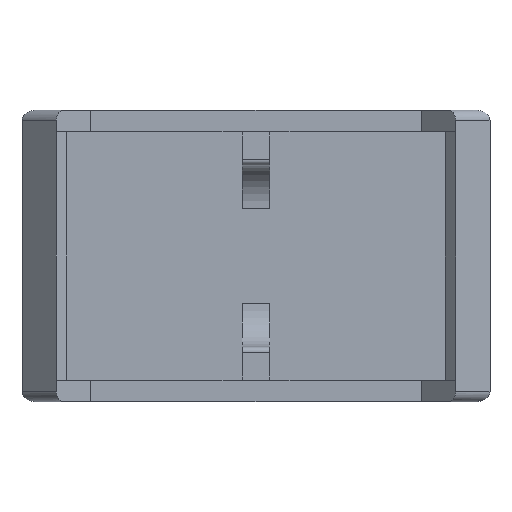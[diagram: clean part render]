
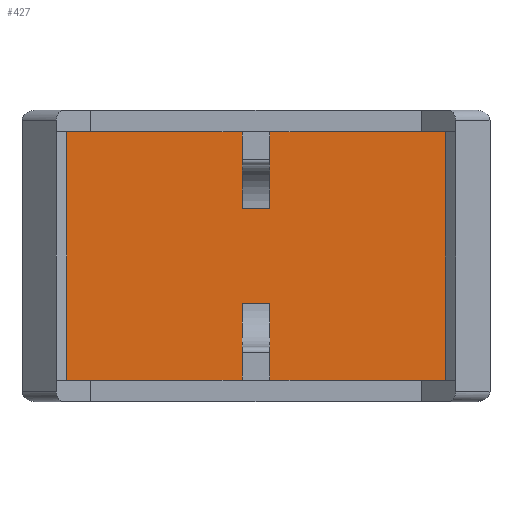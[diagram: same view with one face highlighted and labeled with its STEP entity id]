
A CAD part, front view. The second image highlights one B-rep face of the part: STEP entity #427.
In plain terms, the highlighted planar face has unit normal (0, -1, 0).
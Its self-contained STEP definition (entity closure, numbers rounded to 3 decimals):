
#4 = LINE ( 'NONE', #653, #963 ) ;
#7 = LINE ( 'NONE', #911, #608 ) ;
#17 = CARTESIAN_POINT ( 'NONE',  ( -1.35, -1.55, -12. ) ) ;
#64 = DIRECTION ( 'NONE',  ( -1., 0., 0. ) ) ;
#75 = DIRECTION ( 'NONE',  ( 0., 0., 1. ) ) ;
#106 = VECTOR ( 'NONE', #377, 1000. ) ;
#122 = ORIENTED_EDGE ( 'NONE', *, *, #989, .T. ) ;
#127 = EDGE_CURVE ( 'NONE', #1189, #498, #1052, .T. ) ;
#144 = CARTESIAN_POINT ( 'NONE',  ( 18.302, -1.55, 12. ) ) ;
#160 = DIRECTION ( 'NONE',  ( -1., 0., 0. ) ) ;
#169 = VECTOR ( 'NONE', #914, 1000. ) ;
#195 = ORIENTED_EDGE ( 'NONE', *, *, #127, .T. ) ;
#206 = EDGE_CURVE ( 'NONE', #363, #1230, #443, .T. ) ;
#212 = ORIENTED_EDGE ( 'NONE', *, *, #1285, .T. ) ;
#219 = VECTOR ( 'NONE', #517, 1000. ) ;
#220 = EDGE_CURVE ( 'NONE', #426, #1189, #482, .T. ) ;
#239 = VECTOR ( 'NONE', #738, 1000. ) ;
#243 = DIRECTION ( 'NONE',  ( 1., 0., 0. ) ) ;
#255 = DIRECTION ( 'NONE',  ( 0., 0., 1. ) ) ;
#269 = VECTOR ( 'NONE', #1076, 1000. ) ;
#280 = CARTESIAN_POINT ( 'NONE',  ( -19.302, -1.55, 12. ) ) ;
#288 = AXIS2_PLACEMENT_3D ( 'NONE', #1237, #558, #243 ) ;
#300 = VERTEX_POINT ( 'NONE', #360 ) ;
#302 = EDGE_CURVE ( 'NONE', #543, #1190, #605, .T. ) ;
#327 = VECTOR ( 'NONE', #1064, 1000. ) ;
#341 = ORIENTED_EDGE ( 'NONE', *, *, #374, .T. ) ;
#360 = CARTESIAN_POINT ( 'NONE',  ( 18.302, -1.55, 12. ) ) ;
#363 = VERTEX_POINT ( 'NONE', #414 ) ;
#374 = EDGE_CURVE ( 'NONE', #498, #1147, #1523, .T. ) ;
#377 = DIRECTION ( 'NONE',  ( 1., 0., 0. ) ) ;
#392 = EDGE_CURVE ( 'NONE', #300, #928, #4, .T. ) ;
#393 = LINE ( 'NONE', #17, #269 ) ;
#414 = CARTESIAN_POINT ( 'NONE',  ( 1.35, -1.55, -12. ) ) ;
#426 = VERTEX_POINT ( 'NONE', #790 ) ;
#427 = ADVANCED_FACE ( 'NONE', ( #1178 ), #986, .T. ) ;
#431 = CARTESIAN_POINT ( 'NONE',  ( -1.35, -1.55, -12. ) ) ;
#437 = DIRECTION ( 'NONE',  ( 0., 0., 1. ) ) ;
#441 = ORIENTED_EDGE ( 'NONE', *, *, #302, .T. ) ;
#443 = LINE ( 'NONE', #841, #106 ) ;
#457 = LINE ( 'NONE', #878, #489 ) ;
#477 = LINE ( 'NONE', #684, #1412 ) ;
#482 = LINE ( 'NONE', #280, #239 ) ;
#489 = VECTOR ( 'NONE', #160, 1000. ) ;
#498 = VERTEX_POINT ( 'NONE', #1101 ) ;
#511 = CARTESIAN_POINT ( 'NONE',  ( -18.302, -1.55, -12. ) ) ;
#512 = CARTESIAN_POINT ( 'NONE',  ( 1.35, -1.55, 12. ) ) ;
#517 = DIRECTION ( 'NONE',  ( 0., 0., -1. ) ) ;
#536 = CARTESIAN_POINT ( 'NONE',  ( -18.302, -1.55, 12. ) ) ;
#543 = VERTEX_POINT ( 'NONE', #812 ) ;
#558 = DIRECTION ( 'NONE',  ( 0., -1., 0. ) ) ;
#561 = CARTESIAN_POINT ( 'NONE',  ( -1.35, -1.55, 4.6 ) ) ;
#605 = LINE ( 'NONE', #730, #327 ) ;
#608 = VECTOR ( 'NONE', #75, 1000. ) ;
#615 = ORIENTED_EDGE ( 'NONE', *, *, #1260, .T. ) ;
#653 = CARTESIAN_POINT ( 'NONE',  ( -19.302, -1.55, 12. ) ) ;
#684 = CARTESIAN_POINT ( 'NONE',  ( 1.35, -1.55, -12. ) ) ;
#686 = ORIENTED_EDGE ( 'NONE', *, *, #711, .F. ) ;
#706 = EDGE_CURVE ( 'NONE', #1134, #426, #7, .T. ) ;
#711 = EDGE_CURVE ( 'NONE', #363, #1190, #477, .T. ) ;
#730 = CARTESIAN_POINT ( 'NONE',  ( 0., -1.55, -4.6 ) ) ;
#737 = VECTOR ( 'NONE', #255, 1000. ) ;
#738 = DIRECTION ( 'NONE',  ( -1., 0., 0. ) ) ;
#766 = CARTESIAN_POINT ( 'NONE',  ( -19.302, -1.55, -12. ) ) ;
#790 = CARTESIAN_POINT ( 'NONE',  ( -1.35, -1.55, 12. ) ) ;
#812 = CARTESIAN_POINT ( 'NONE',  ( -1.35, -1.55, -4.6 ) ) ;
#819 = ORIENTED_EDGE ( 'NONE', *, *, #1056, .F. ) ;
#836 = LINE ( 'NONE', #512, #1278 ) ;
#841 = CARTESIAN_POINT ( 'NONE',  ( -19.302, -1.55, -12. ) ) ;
#846 = CARTESIAN_POINT ( 'NONE',  ( 18.302, -1.55, -12. ) ) ;
#878 = CARTESIAN_POINT ( 'NONE',  ( 0., -1.55, 4.6 ) ) ;
#885 = CARTESIAN_POINT ( 'NONE',  ( 1.35, -1.55, -4.6 ) ) ;
#886 = EDGE_LOOP ( 'NONE', ( #615, #441, #686, #1460, #212, #1404, #819, #122, #1066, #1519, #195, #341 ) ) ;
#911 = CARTESIAN_POINT ( 'NONE',  ( -1.35, -1.55, 12. ) ) ;
#914 = DIRECTION ( 'NONE',  ( 1., 0., 0. ) ) ;
#928 = VERTEX_POINT ( 'NONE', #1469 ) ;
#963 = VECTOR ( 'NONE', #64, 1000. ) ;
#986 = PLANE ( 'NONE',  #288 ) ;
#989 = EDGE_CURVE ( 'NONE', #1176, #1134, #457, .T. ) ;
#1006 = CARTESIAN_POINT ( 'NONE',  ( 1.35, -1.55, 4.6 ) ) ;
#1052 = LINE ( 'NONE', #511, #219 ) ;
#1056 = EDGE_CURVE ( 'NONE', #1176, #928, #836, .T. ) ;
#1064 = DIRECTION ( 'NONE',  ( 1., 0., 0. ) ) ;
#1066 = ORIENTED_EDGE ( 'NONE', *, *, #706, .T. ) ;
#1076 = DIRECTION ( 'NONE',  ( 0., 0., 1. ) ) ;
#1101 = CARTESIAN_POINT ( 'NONE',  ( -18.302, -1.55, -12. ) ) ;
#1134 = VERTEX_POINT ( 'NONE', #561 ) ;
#1147 = VERTEX_POINT ( 'NONE', #431 ) ;
#1176 = VERTEX_POINT ( 'NONE', #1006 ) ;
#1178 = FACE_OUTER_BOUND ( 'NONE', #886, .T. ) ;
#1186 = LINE ( 'NONE', #144, #737 ) ;
#1189 = VERTEX_POINT ( 'NONE', #536 ) ;
#1190 = VERTEX_POINT ( 'NONE', #885 ) ;
#1230 = VERTEX_POINT ( 'NONE', #846 ) ;
#1237 = CARTESIAN_POINT ( 'NONE',  ( 0., -1.55, 0. ) ) ;
#1260 = EDGE_CURVE ( 'NONE', #1147, #543, #393, .T. ) ;
#1278 = VECTOR ( 'NONE', #1445, 1000. ) ;
#1285 = EDGE_CURVE ( 'NONE', #1230, #300, #1186, .T. ) ;
#1404 = ORIENTED_EDGE ( 'NONE', *, *, #392, .T. ) ;
#1412 = VECTOR ( 'NONE', #437, 1000. ) ;
#1445 = DIRECTION ( 'NONE',  ( 0., 0., 1. ) ) ;
#1460 = ORIENTED_EDGE ( 'NONE', *, *, #206, .T. ) ;
#1469 = CARTESIAN_POINT ( 'NONE',  ( 1.35, -1.55, 12. ) ) ;
#1519 = ORIENTED_EDGE ( 'NONE', *, *, #220, .T. ) ;
#1523 = LINE ( 'NONE', #766, #169 ) ;
